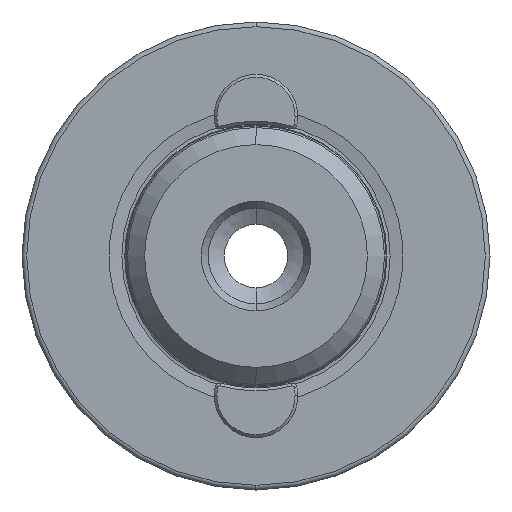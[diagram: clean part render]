
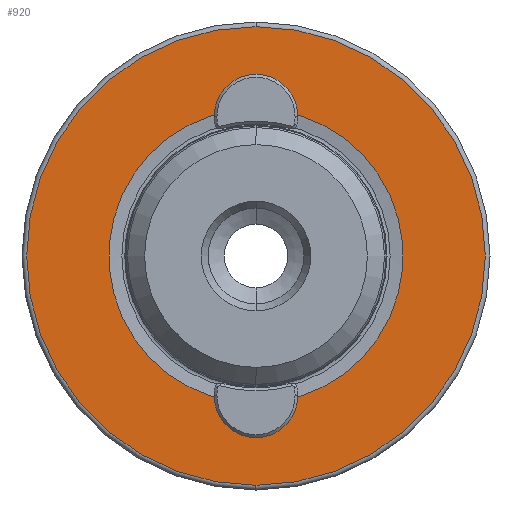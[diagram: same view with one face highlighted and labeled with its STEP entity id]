
A CAD part, left-side view. The second image highlights one B-rep face of the part: STEP entity #920.
In plain terms, the highlighted planar face has unit normal (-1, 0, 0).
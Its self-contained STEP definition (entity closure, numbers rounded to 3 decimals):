
#90 = CARTESIAN_POINT ( 'NONE',  ( 0., 0., -24.5 ) ) ;
#191 = EDGE_LOOP ( 'NONE', ( #1792, #1689 ) ) ;
#378 = EDGE_CURVE ( 'NONE', #2452, #3656, #3237, .T. ) ;
#467 = CARTESIAN_POINT ( 'NONE',  ( 0., 2.118, -15.572 ) ) ;
#555 = DIRECTION ( 'NONE',  ( 0., 0., 1. ) ) ;
#561 = DIRECTION ( 'NONE',  ( -1., 0., 0. ) ) ;
#578 = CARTESIAN_POINT ( 'NONE',  ( 0., 0., 0. ) ) ;
#584 = EDGE_CURVE ( 'NONE', #4667, #2260, #2868, .T. ) ;
#698 = DIRECTION ( 'NONE',  ( 0., 0., 1. ) ) ;
#716 = DIRECTION ( 'NONE',  ( -1., 0., 0. ) ) ;
#721 = CARTESIAN_POINT ( 'NONE',  ( 0., 0., -16.9 ) ) ;
#893 = DIRECTION ( 'NONE',  ( 0., 0., 1. ) ) ;
#902 = DIRECTION ( 'NONE',  ( -1., 0., 0. ) ) ;
#906 = CARTESIAN_POINT ( 'NONE',  ( 0., 0., 16.9 ) ) ;
#911 = CARTESIAN_POINT ( 'NONE',  ( 0., 0., 19.4 ) ) ;
#918 = ORIENTED_EDGE ( 'NONE', *, *, #4686, .F. ) ;
#920 = ADVANCED_FACE ( 'NONE', ( #1718, #1834 ), #3985, .F. ) ;
#945 = AXIS2_PLACEMENT_3D ( 'NONE', #3975, #3263, #3517 ) ;
#1162 = CIRCLE ( 'NONE', #4018, 2.5 ) ;
#1171 = AXIS2_PLACEMENT_3D ( 'NONE', #2235, #2429, #2391 ) ;
#1204 = DIRECTION ( 'NONE',  ( 0., 0., 1. ) ) ;
#1207 = DIRECTION ( 'NONE',  ( -1., 0., 0. ) ) ;
#1217 = CARTESIAN_POINT ( 'NONE',  ( 0., 0., 0. ) ) ;
#1359 = CARTESIAN_POINT ( 'NONE',  ( 0., 0., -19.4 ) ) ;
#1360 = ORIENTED_EDGE ( 'NONE', *, *, #3513, .F. ) ;
#1625 = ORIENTED_EDGE ( 'NONE', *, *, #584, .F. ) ;
#1640 = ORIENTED_EDGE ( 'NONE', *, *, #2469, .F. ) ;
#1682 = ORIENTED_EDGE ( 'NONE', *, *, #3550, .F. ) ;
#1689 = ORIENTED_EDGE ( 'NONE', *, *, #3579, .T. ) ;
#1705 = VERTEX_POINT ( 'NONE', #911 ) ;
#1718 = FACE_BOUND ( 'NONE', #4244, .T. ) ;
#1792 = ORIENTED_EDGE ( 'NONE', *, *, #378, .T. ) ;
#1834 = FACE_OUTER_BOUND ( 'NONE', #191, .T. ) ;
#1997 = VERTEX_POINT ( 'NONE', #1359 ) ;
#2222 = CIRCLE ( 'NONE', #3574, 24.5 ) ;
#2235 = CARTESIAN_POINT ( 'NONE',  ( 0., 0., 16.9 ) ) ;
#2240 = AXIS2_PLACEMENT_3D ( 'NONE', #4056, #3969, #3963 ) ;
#2260 = VERTEX_POINT ( 'NONE', #4758 ) ;
#2391 = DIRECTION ( 'NONE',  ( 0., 0., 1. ) ) ;
#2429 = DIRECTION ( 'NONE',  ( -1., 0., 0. ) ) ;
#2452 = VERTEX_POINT ( 'NONE', #2711 ) ;
#2469 = EDGE_CURVE ( 'NONE', #1997, #4667, #2502, .T. ) ;
#2490 = CIRCLE ( 'NONE', #3709, 2.5 ) ;
#2502 = CIRCLE ( 'NONE', #945, 2.5 ) ;
#2576 = CARTESIAN_POINT ( 'NONE',  ( 0., -2.118, -15.572 ) ) ;
#2711 = CARTESIAN_POINT ( 'NONE',  ( 0., 0., 24.5 ) ) ;
#2861 = CIRCLE ( 'NONE', #4165, 15.715 ) ;
#2868 = CIRCLE ( 'NONE', #3563, 15.715 ) ;
#2958 = VERTEX_POINT ( 'NONE', #4520 ) ;
#3237 = CIRCLE ( 'NONE', #4124, 24.5 ) ;
#3263 = DIRECTION ( 'NONE',  ( -1., 0., 0. ) ) ;
#3291 = ORIENTED_EDGE ( 'NONE', *, *, #3474, .F. ) ;
#3474 = EDGE_CURVE ( 'NONE', #2958, #3602, #2861, .T. ) ;
#3513 = EDGE_CURVE ( 'NONE', #1705, #2958, #1162, .T. ) ;
#3517 = DIRECTION ( 'NONE',  ( 0., 0., 1. ) ) ;
#3550 = EDGE_CURVE ( 'NONE', #3602, #1997, #2490, .T. ) ;
#3563 = AXIS2_PLACEMENT_3D ( 'NONE', #4338, #4373, #3713 ) ;
#3574 = AXIS2_PLACEMENT_3D ( 'NONE', #578, #561, #555 ) ;
#3579 = EDGE_CURVE ( 'NONE', #3656, #2452, #2222, .T. ) ;
#3602 = VERTEX_POINT ( 'NONE', #467 ) ;
#3645 = CARTESIAN_POINT ( 'NONE',  ( 0., 0., 0. ) ) ;
#3656 = VERTEX_POINT ( 'NONE', #90 ) ;
#3709 = AXIS2_PLACEMENT_3D ( 'NONE', #721, #716, #698 ) ;
#3713 = DIRECTION ( 'NONE',  ( 0., 0., 1. ) ) ;
#3813 = DIRECTION ( 'NONE',  ( -1., 0., 0. ) ) ;
#3843 = DIRECTION ( 'NONE',  ( 0., 0., 1. ) ) ;
#3963 = DIRECTION ( 'NONE',  ( 0., 0., -1. ) ) ;
#3969 = DIRECTION ( 'NONE',  ( 1., 0., 0. ) ) ;
#3975 = CARTESIAN_POINT ( 'NONE',  ( 0., 0., -16.9 ) ) ;
#3985 = PLANE ( 'NONE',  #2240 ) ;
#4018 = AXIS2_PLACEMENT_3D ( 'NONE', #906, #902, #893 ) ;
#4056 = CARTESIAN_POINT ( 'NONE',  ( 0., 0., -15.715 ) ) ;
#4124 = AXIS2_PLACEMENT_3D ( 'NONE', #3645, #3813, #3843 ) ;
#4165 = AXIS2_PLACEMENT_3D ( 'NONE', #1217, #1207, #1204 ) ;
#4244 = EDGE_LOOP ( 'NONE', ( #3291, #1360, #918, #1625, #1640, #1682 ) ) ;
#4338 = CARTESIAN_POINT ( 'NONE',  ( 0., 0., 0. ) ) ;
#4373 = DIRECTION ( 'NONE',  ( -1., 0., 0. ) ) ;
#4520 = CARTESIAN_POINT ( 'NONE',  ( 0., 2.118, 15.572 ) ) ;
#4667 = VERTEX_POINT ( 'NONE', #2576 ) ;
#4686 = EDGE_CURVE ( 'NONE', #2260, #1705, #5025, .T. ) ;
#4758 = CARTESIAN_POINT ( 'NONE',  ( 0., -2.118, 15.572 ) ) ;
#5025 = CIRCLE ( 'NONE', #1171, 2.5 ) ;
